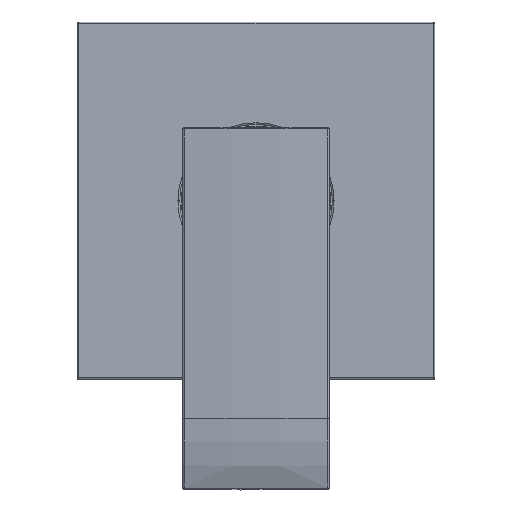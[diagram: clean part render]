
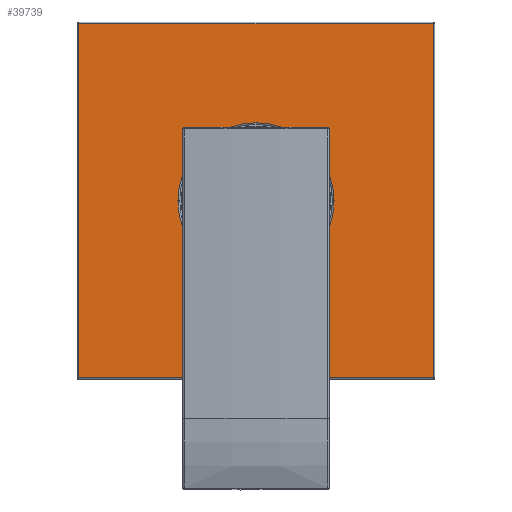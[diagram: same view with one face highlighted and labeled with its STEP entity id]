
A CAD part, top view. The second image highlights one B-rep face of the part: STEP entity #39739.
In plain terms, the highlighted planar face has unit normal (0, 0, 1).
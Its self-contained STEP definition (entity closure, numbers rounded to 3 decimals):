
#38362=DIRECTION('',(0.,-1.,0.));
#38363=VECTOR('',#38362,109.);
#38364=CARTESIAN_POINT('',(-54.5,54.5,46.5));
#38365=LINE('',#38364,#38363);
#38366=DIRECTION('',(-1.,0.,0.));
#38367=VECTOR('',#38366,109.);
#38368=CARTESIAN_POINT('',(54.5,54.5,46.5));
#38369=LINE('',#38368,#38367);
#38370=DIRECTION('',(0.,1.,0.));
#38371=VECTOR('',#38370,109.);
#38372=CARTESIAN_POINT('',(54.5,-54.5,46.5));
#38373=LINE('',#38372,#38371);
#38374=DIRECTION('',(1.,0.,0.));
#38375=VECTOR('',#38374,109.);
#38376=CARTESIAN_POINT('',(-54.5,-54.5,46.5));
#38377=LINE('',#38376,#38375);
#38378=CARTESIAN_POINT('',(0.,0.,46.5));
#38379=DIRECTION('',(0.,0.,-1.));
#38380=DIRECTION('',(1.,0.,0.));
#38381=AXIS2_PLACEMENT_3D('',#38378,#38379,#38380);
#38383=CARTESIAN_POINT('',(0.,0.,46.5));
#38384=DIRECTION('',(0.,0.,-1.));
#38385=DIRECTION('',(-1.,0.,0.));
#38386=AXIS2_PLACEMENT_3D('',#38383,#38384,#38385);
#38801=CARTESIAN_POINT('',(-54.5,54.5,46.5));
#38802=CARTESIAN_POINT('',(-54.5,-54.5,46.5));
#38803=VERTEX_POINT('',#38801);
#38804=VERTEX_POINT('',#38802);
#38809=CARTESIAN_POINT('',(54.5,-54.5,46.5));
#38810=VERTEX_POINT('',#38809);
#38815=CARTESIAN_POINT('',(54.5,54.5,46.5));
#38816=VERTEX_POINT('',#38815);
#38869=CARTESIAN_POINT('',(24.,0.,46.5));
#38870=CARTESIAN_POINT('',(-24.,0.,46.5));
#38871=VERTEX_POINT('',#38869);
#38872=VERTEX_POINT('',#38870);
#39719=CARTESIAN_POINT('',(0.,0.,46.5));
#39720=DIRECTION('',(0.,0.,1.));
#39721=DIRECTION('',(-1.,0.,0.));
#39722=AXIS2_PLACEMENT_3D('',#39719,#39720,#39721);
#39723=PLANE('',#39722);
#39725=ORIENTED_EDGE('',*,*,#39724,.F.);
#39726=ORIENTED_EDGE('',*,*,#39702,.F.);
#39728=ORIENTED_EDGE('',*,*,#39727,.F.);
#39730=ORIENTED_EDGE('',*,*,#39729,.F.);
#39731=EDGE_LOOP('',(#39725,#39726,#39728,#39730));
#39732=FACE_OUTER_BOUND('',#39731,.F.);
#39734=ORIENTED_EDGE('',*,*,#39733,.F.);
#39736=ORIENTED_EDGE('',*,*,#39735,.F.);
#39737=EDGE_LOOP('',(#39734,#39736));
#39738=FACE_BOUND('',#39737,.F.);
#39739=ADVANCED_FACE('',(#39732,#39738),#39723,.T.);
#38382=CIRCLE('',#38381,24.);
#38387=CIRCLE('',#38386,24.);
#39702=EDGE_CURVE('',#38816,#38803,#38369,.T.);
#39724=EDGE_CURVE('',#38803,#38804,#38365,.T.);
#39727=EDGE_CURVE('',#38810,#38816,#38373,.T.);
#39729=EDGE_CURVE('',#38804,#38810,#38377,.T.);
#39733=EDGE_CURVE('',#38871,#38872,#38382,.T.);
#39735=EDGE_CURVE('',#38872,#38871,#38387,.T.);
